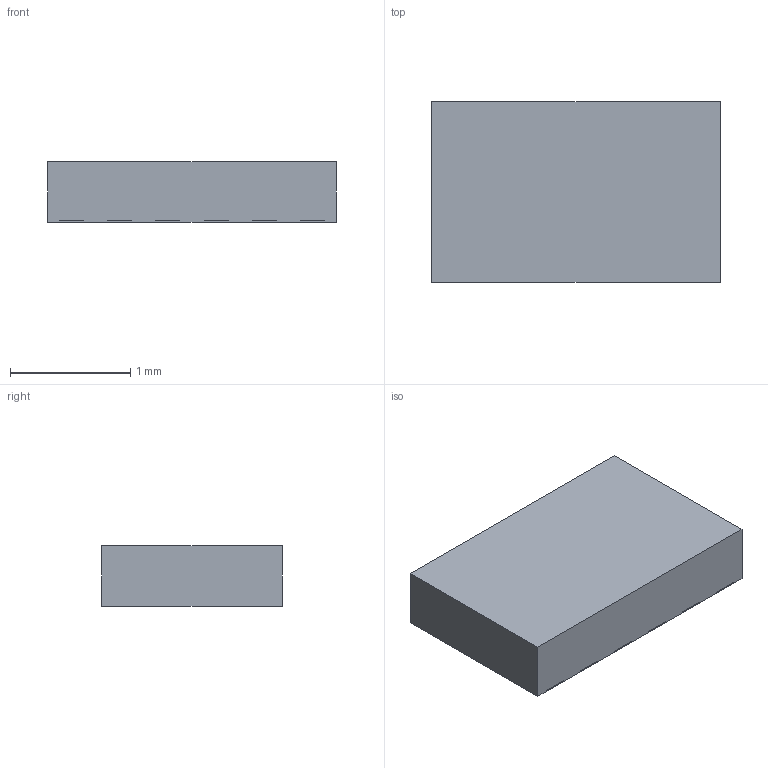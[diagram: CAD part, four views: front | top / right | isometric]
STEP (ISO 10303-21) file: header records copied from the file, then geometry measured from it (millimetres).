
FILE_DESCRIPTION(('FreeCAD Model'),'2;1');
FILE_NAME('Open CASCADE Shape Model','2024-05-10T11:45:35',(''),(''), 'Open CASCADE STEP processor 7.6','FreeCAD','Unknown');
FILE_SCHEMA(('AUTOMOTIVE_DESIGN_CC2 { 1 2 10303 214 -1 1 5 4 }'));
Length unit declared in the file: millimetre
Products named in the file (15): Unnamed; main_Body001; mainPad001; Body014; Body015; Body016; Body017; Body018; Body019; Body020; Body021; Body022; Body023; Body024; Body025
Assembly tree (14 placements, depth 2):
  Unnamed
    main_Body001
    mainPad001
    Body014
    Body015
    Body016
    Body017
    Body018
    Body019
    Body020
    Body021
    Body022
    Body023
    Body024
    Body025
Bounding box: 2.4 x 1.5 x 0.5 mm (x, y, z)
Volume: 1.8 mm3; surface area: 14.3 mm2
Topology: 14 solids, 14 shells, 139 faces, 330 edges, 220 vertices
Faces by surface type: plane 139
Entity records: 4303 total; most frequent: CARTESIAN_POINT 704, ORIENTED_EDGE 660, DIRECTION 638, EDGE_CURVE 330, LINE 330, VECTOR 330, VERTEX_POINT 220, AXIS2_PLACEMENT_3D 154
